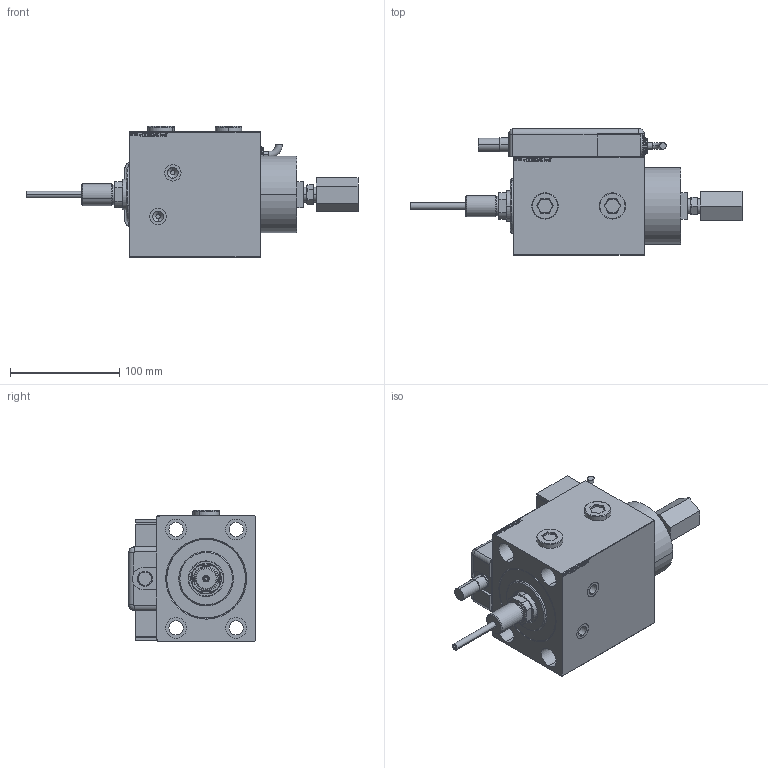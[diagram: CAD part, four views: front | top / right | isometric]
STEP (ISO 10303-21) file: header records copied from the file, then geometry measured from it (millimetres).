
FILE_DESCRIPTION (( 'STEP AP203' ), '1' );
FILE_NAME ('13da.STEP', '2022-04-17T16:20:42', ( '' ), ( '' ), 'SwSTEP 2.0', 'SolidWorks 2019', '' );
FILE_SCHEMA (( 'CONFIG_CONTROL_DESIGN' ));
Length unit declared in the file: millimetre
Products named in the file (12): V450DCP_B_RodCooling_ACCESSORIES 56f4f19b46faf9d11c3c946359652ef0; V450DCP_C_Body 56f4f19b46faf9d11c3c946359652ef0; MAGNETIC SWITCH Q 56f4f19b46faf9d11c3c946359652ef0; TYC 56f4f19b46faf9d11c3c946359652ef0; V450DCP_B_VCP 56f4f19b46faf9d11c3c946359652ef0; V450DCP_VC_B 56f4f19b46faf9d11c3c946359652ef0; 13da; SWITCH Q 56f4f19b46faf9d11c3c946359652ef0; V450CP_MALE_METRIC 56f4f19b46faf9d11c3c946359652ef0; PLUG 56f4f19b46faf9d11c3c946359652ef0; SWITCH_Q_FRONT_BACK 56f4f19b46faf9d11c3c946359652ef0; KRYT 56f4f19b46faf9d11c3c946359652ef0
Assembly tree (13 placements, depth 3):
  13da
    V450DCP_C_Body 56f4f19b46faf9d11c3c946359652ef0
    V450DCP_B_RodCooling_ACCESSORIES 56f4f19b46faf9d11c3c946359652ef0
    MAGNETIC SWITCH Q 56f4f19b46faf9d11c3c946359652ef0
      SWITCH_Q_FRONT_BACK 56f4f19b46faf9d11c3c946359652ef0
      TYC 56f4f19b46faf9d11c3c946359652ef0
      KRYT 56f4f19b46faf9d11c3c946359652ef0
      SWITCH Q 56f4f19b46faf9d11c3c946359652ef0  x2
    V450CP_MALE_METRIC 56f4f19b46faf9d11c3c946359652ef0
    V450DCP_B_VCP 56f4f19b46faf9d11c3c946359652ef0
    V450DCP_VC_B 56f4f19b46faf9d11c3c946359652ef0
    PLUG 56f4f19b46faf9d11c3c946359652ef0  x2
Bounding box: 303.7 x 115.8 x 119.9 mm (x, y, z)
Volume: 1383135 mm3; surface area: 242592.4 mm2
Topology: 13 solids, 13 shells, 1348 faces, 3372 edges, 2216 vertices
Faces by surface type: plane 658, bspline 471, cylinder 157, cone 36, torus 24, sphere 2
Entity records: 62012 total; most frequent: CARTESIAN_POINT 32677, ORIENTED_EDGE 6472, DIRECTION 4292, EDGE_CURVE 3236, VERTEX_POINT 2132, VECTOR 1906, LINE 1906, EDGE_LOOP 1480
